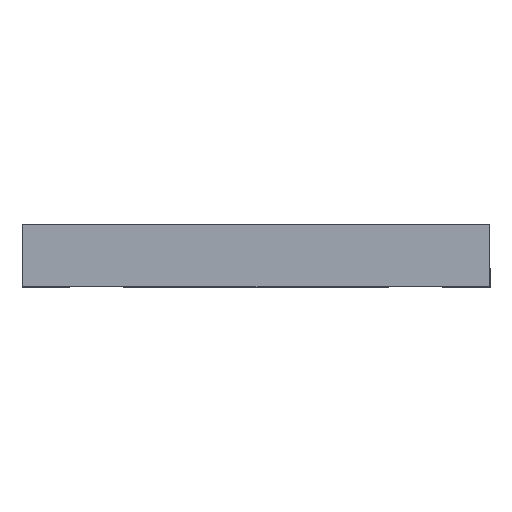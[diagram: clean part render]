
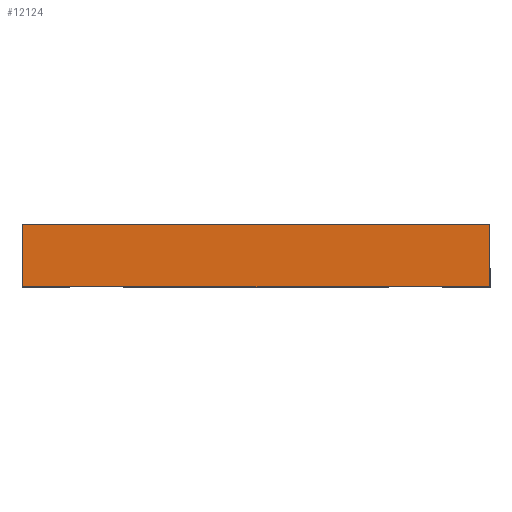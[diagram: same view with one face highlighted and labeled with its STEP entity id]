
A CAD part, front view. The second image highlights one B-rep face of the part: STEP entity #12124.
In plain terms, the highlighted planar face has unit normal (0, -1, 0).
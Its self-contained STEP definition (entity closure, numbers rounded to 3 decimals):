
#458 = VECTOR ( 'NONE', #7965, 1000. ) ;
#887 = VECTOR ( 'NONE', #10158, 1000. ) ;
#971 = CARTESIAN_POINT ( 'NONE',  ( 3., -2.5, 0.01 ) ) ;
#2404 = DIRECTION ( 'NONE',  ( 1., 0., 0. ) ) ;
#3220 = LINE ( 'NONE', #12331, #10412 ) ;
#3445 = AXIS2_PLACEMENT_3D ( 'NONE', #12881, #5188, #17643 ) ;
#4478 = VERTEX_POINT ( 'NONE', #971 ) ;
#4737 = EDGE_LOOP ( 'NONE', ( #19263, #19763, #5397, #9249 ) ) ;
#4850 = CARTESIAN_POINT ( 'NONE',  ( 3., -2.5, 0.81 ) ) ;
#5188 = DIRECTION ( 'NONE',  ( 0., 1., 0. ) ) ;
#5397 = ORIENTED_EDGE ( 'NONE', *, *, #15778, .F. ) ;
#7000 = EDGE_CURVE ( 'NONE', #16975, #4478, #3220, .T. ) ;
#7286 = LINE ( 'NONE', #10193, #458 ) ;
#7606 = EDGE_CURVE ( 'NONE', #18402, #16975, #18947, .T. ) ;
#7643 = DIRECTION ( 'NONE',  ( 0., 0., -1. ) ) ;
#7729 = LINE ( 'NONE', #18547, #887 ) ;
#7965 = DIRECTION ( 'NONE',  ( 0., 0., -1. ) ) ;
#8446 = CARTESIAN_POINT ( 'NONE',  ( -3., -2.5, 0.81 ) ) ;
#9249 = ORIENTED_EDGE ( 'NONE', *, *, #7606, .T. ) ;
#9410 = EDGE_CURVE ( 'NONE', #15858, #4478, #7286, .T. ) ;
#10158 = DIRECTION ( 'NONE',  ( 1., 0., 0. ) ) ;
#10193 = CARTESIAN_POINT ( 'NONE',  ( 3., -2.5, 0.81 ) ) ;
#10412 = VECTOR ( 'NONE', #2404, 1000. ) ;
#12050 = VECTOR ( 'NONE', #7643, 1000. ) ;
#12124 = ADVANCED_FACE ( 'NONE', ( #18264 ), #16021, .F. ) ;
#12331 = CARTESIAN_POINT ( 'NONE',  ( -3., -2.5, 0.01 ) ) ;
#12881 = CARTESIAN_POINT ( 'NONE',  ( -3., -2.5, 0.81 ) ) ;
#14803 = CARTESIAN_POINT ( 'NONE',  ( -3., -2.5, 0.01 ) ) ;
#15778 = EDGE_CURVE ( 'NONE', #18402, #15858, #7729, .T. ) ;
#15858 = VERTEX_POINT ( 'NONE', #4850 ) ;
#16021 = PLANE ( 'NONE',  #3445 ) ;
#16975 = VERTEX_POINT ( 'NONE', #14803 ) ;
#17643 = DIRECTION ( 'NONE',  ( -1., 0., 0. ) ) ;
#18264 = FACE_OUTER_BOUND ( 'NONE', #4737, .T. ) ;
#18402 = VERTEX_POINT ( 'NONE', #18517 ) ;
#18517 = CARTESIAN_POINT ( 'NONE',  ( -3., -2.5, 0.81 ) ) ;
#18547 = CARTESIAN_POINT ( 'NONE',  ( -3., -2.5, 0.81 ) ) ;
#18947 = LINE ( 'NONE', #8446, #12050 ) ;
#19263 = ORIENTED_EDGE ( 'NONE', *, *, #7000, .T. ) ;
#19763 = ORIENTED_EDGE ( 'NONE', *, *, #9410, .F. ) ;
